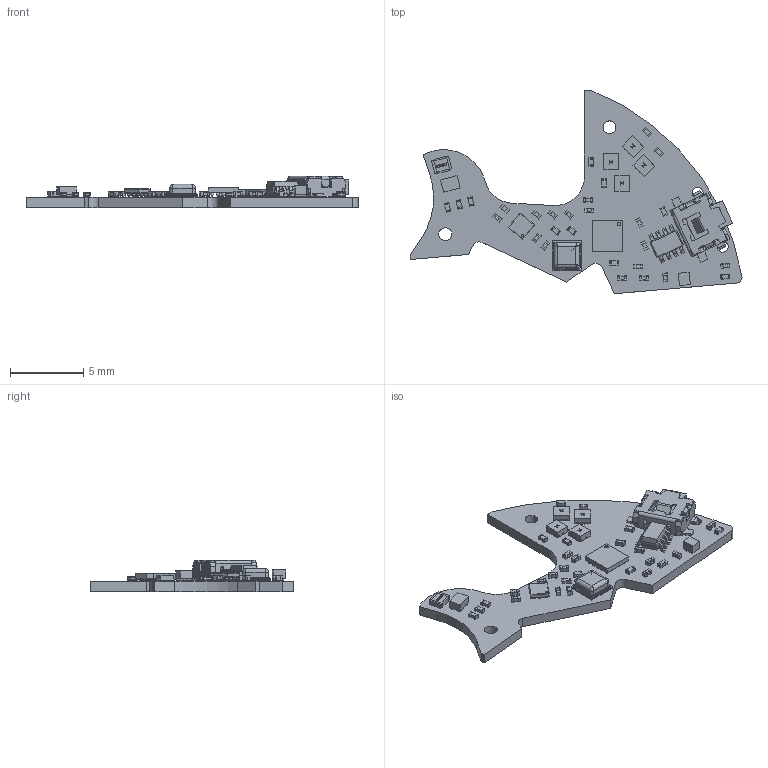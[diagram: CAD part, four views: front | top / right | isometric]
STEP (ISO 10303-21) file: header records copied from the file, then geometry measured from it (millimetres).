
FILE_DESCRIPTION(('KiCad electronic assembly'),'2;1');
FILE_NAME('Watch_PCB.step','2025-06-30T08:55:30',('Pcbnew'),('Kicad'), 'Open CASCADE STEP processor 7.8','KiCad to STEP converter','Unknown' );
FILE_SCHEMA(('AUTOMOTIVE_DESIGN { 1 0 10303 214 1 1 1 1 }'));
Length unit declared in the file: millimetre
Products named in the file (27): Watch_PCB 1; C_0201_0603Metric; ABS04W-32.768KHZ-4-D2-T5; R_0201_0603Metric; PCF2003DUS; Body; Pins; STM32L011E4Y6TR; Array; 2N7002KQBZ; SOT8015 LF; SOT8015 Body; L_0201_0603Metric; Wurth side button 434331013822; Frame; washer; Contact plate; Stem; Cover; BMP581; BMM350; TPS22991BRAAR; SC-70-8; Watch_PCB_PCB
Assembly tree (54 placements, depth 3):
  Watch_PCB 1
    C_0201_0603Metric  x15
    ABS04W-32.768KHZ-4-D2-T5
    R_0201_0603Metric  x12
    PCF2003DUS
      Body
      Pins
    STM32L011E4Y6TR
      Array
      Body
    2N7002KQBZ  x4
      SOT8015 LF
      SOT8015 Body
    L_0201_0603Metric
    Wurth side button 434331013822
      Frame
      washer
      Contact plate
      Stem
      Cover
    BMP581
    BMM350
    TPS22991BRAAR
      Body
      Pins
    SC-70-8
    Watch_PCB_PCB
Bounding box: 22.72 x 13.92 x 2.15 mm (x, y, z)
Volume: 133 mm3; surface area: 605.2 mm2
Topology: 139 solids, 139 shells, 2455 faces, 6230 edges, 4067 vertices
Faces by surface type: plane 1754, cylinder 571, bspline 79, sphere 50, cone 1
Full cylindrical faces by diameter (mm): 0.2 x8, 0.259 x1, 0.6 x1, 0.75 x2, 0.88 x2
Entity records: 43120 total; most frequent: CARTESIAN_POINT 8923, ORIENTED_EDGE 5762, DIRECTION 5520, EDGE_CURVE 2881, LINE 2246, VECTOR 2246, VERTEX_POINT 1908, AXIS2_PLACEMENT_3D 1637
